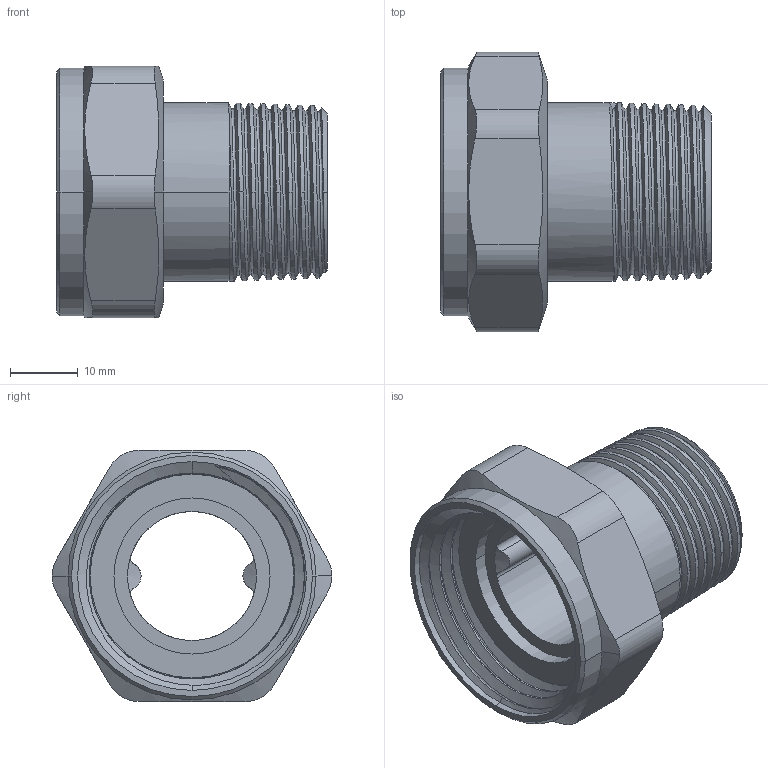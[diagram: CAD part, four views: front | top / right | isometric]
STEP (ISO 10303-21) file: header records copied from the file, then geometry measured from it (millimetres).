
FILE_DESCRIPTION((''),'2;1');
FILE_NAME('0601-03-350_ASM','2021-10-28T15:55:18',('essfri'),(''),'CREO PARAMETRIC BY PTC INC, 2019030','CREO PARAMETRIC BY PTC INC, 2019030','');
FILE_SCHEMA(('CONFIG_CONTROL_DESIGN'));
Length unit declared in the file: millimetre
Products named in the file (4): 0101-03-011-GEWINDE; 4160-03-061; 4160-03-010-GEWINDE; 0601-03-350_ASM
Assembly tree (3 placements, depth 2):
  0601-03-350_ASM
    0101-03-011-GEWINDE
    4160-03-061
    4160-03-010-GEWINDE
Bounding box: 39.9 x 41.18 x 37 mm (x, y, z)
Volume: 14328.7 mm3; surface area: 11314.5 mm2
Topology: 3 solids, 3 shells, 106 faces, 266 edges, 166 vertices
Faces by surface type: cone 36, cylinder 35, bspline 15, plane 14, torus 6
Entity records: 8371 total; most frequent: CARTESIAN_POINT 5946, ORIENTED_EDGE 532, DIRECTION 413, EDGE_CURVE 266, VERTEX_POINT 166, AXIS2_PLACEMENT_3D 163, B_SPLINE_CURVE_WITH_KNOTS 114, EDGE_LOOP 112
